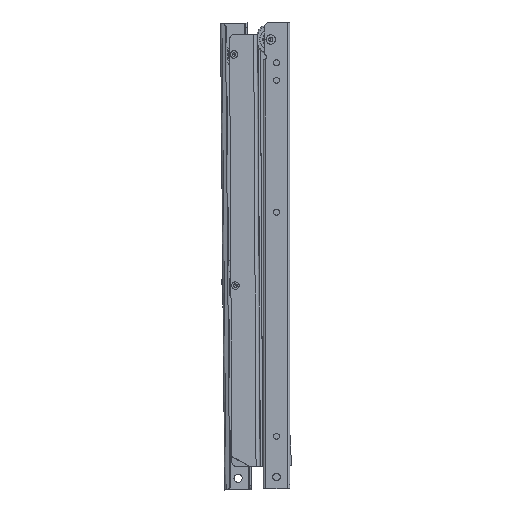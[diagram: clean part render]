
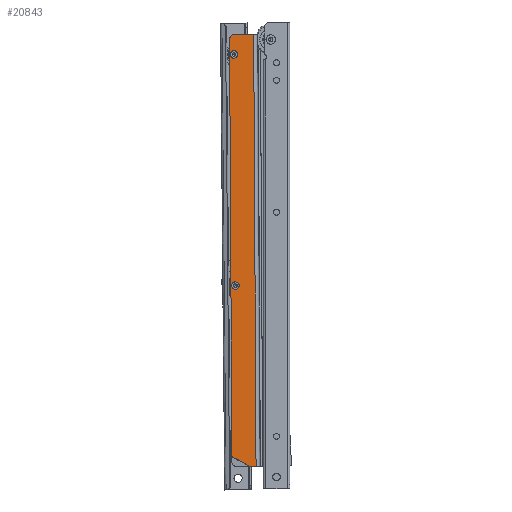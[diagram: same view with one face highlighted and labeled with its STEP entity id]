
A CAD part, left-side view. The second image highlights one B-rep face of the part: STEP entity #20843.
In plain terms, the highlighted planar face has unit normal (-1, 0, 0).
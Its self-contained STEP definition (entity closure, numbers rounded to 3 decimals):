
#1222 = AXIS2_PLACEMENT_3D ( 'NONE', #32984, #28132, #49449 ) ;
#1259 = CARTESIAN_POINT ( 'NONE',  ( -7.5, 21.9, -4. ) ) ;
#2298 = CARTESIAN_POINT ( 'NONE',  ( -7.5, 18.1, -211.8 ) ) ;
#3087 = PLANE ( 'NONE',  #13485 ) ;
#3096 = DIRECTION ( 'NONE',  ( 1., 0., 0. ) ) ;
#3166 = EDGE_CURVE ( 'NONE', #64597, #22114, #65803, .T. ) ;
#3493 = DIRECTION ( 'NONE',  ( 0., 0.866, 0.5 ) ) ;
#4086 = CARTESIAN_POINT ( 'NONE',  ( -7.5, 18.1, -17. ) ) ;
#9404 = CIRCLE ( 'NONE', #19591, 3.2 ) ;
#10100 = ORIENTED_EDGE ( 'NONE', *, *, #35885, .T. ) ;
#10722 = DIRECTION ( 'NONE',  ( 0., 0., 1. ) ) ;
#11331 = DIRECTION ( 'NONE',  ( 0., -1., 0. ) ) ;
#13485 = AXIS2_PLACEMENT_3D ( 'NONE', #20293, #61201, #34948 ) ;
#13548 = VERTEX_POINT ( 'NONE', #2298 ) ;
#13592 = VECTOR ( 'NONE', #11331, 1000. ) ;
#16175 = CARTESIAN_POINT ( 'NONE',  ( -7.5, 17.9, 0. ) ) ;
#16682 = VECTOR ( 'NONE', #3493, 1000. ) ;
#17904 = DIRECTION ( 'NONE',  ( 0., -1., 0. ) ) ;
#18503 = DIRECTION ( 'NONE',  ( 1., 0., 0. ) ) ;
#18836 = DIRECTION ( 'NONE',  ( 0., -1., 0. ) ) ;
#18853 = CARTESIAN_POINT ( 'NONE',  ( -7.5, 21.9, -370. ) ) ;
#18920 = FACE_OUTER_BOUND ( 'NONE', #36393, .T. ) ;
#19591 = AXIS2_PLACEMENT_3D ( 'NONE', #29655, #18503, #55508 ) ;
#19814 = ORIENTED_EDGE ( 'NONE', *, *, #21236, .T. ) ;
#20128 = VERTEX_POINT ( 'NONE', #64490 ) ;
#20235 = ORIENTED_EDGE ( 'NONE', *, *, #49569, .F. ) ;
#20293 = CARTESIAN_POINT ( 'NONE',  ( -7.5, 21.9, -370. ) ) ;
#20843 = ADVANCED_FACE ( 'NONE', ( #36003, #55930, #18920 ), #3087, .T. ) ;
#21236 = EDGE_CURVE ( 'NONE', #33897, #13548, #69269, .T. ) ;
#22114 = VERTEX_POINT ( 'NONE', #23889 ) ;
#23269 = EDGE_CURVE ( 'NONE', #20128, #61274, #27828, .T. ) ;
#23889 = CARTESIAN_POINT ( 'NONE',  ( -7.5, 1.225, 0. ) ) ;
#25431 = CARTESIAN_POINT ( 'NONE',  ( -7.5, 18.1, -218.2 ) ) ;
#25483 = DIRECTION ( 'NONE',  ( 1., 0., 0. ) ) ;
#27828 = LINE ( 'NONE', #54371, #13592 ) ;
#28132 = DIRECTION ( 'NONE',  ( -1., 0., 0. ) ) ;
#28514 = VECTOR ( 'NONE', #61837, 1000. ) ;
#29053 = CARTESIAN_POINT ( 'NONE',  ( -7.5, 18.1, -215. ) ) ;
#29323 = VERTEX_POINT ( 'NONE', #1259 ) ;
#29418 = VECTOR ( 'NONE', #10722, 1000. ) ;
#29655 = CARTESIAN_POINT ( 'NONE',  ( -7.5, 18.1, -17. ) ) ;
#32635 = CARTESIAN_POINT ( 'NONE',  ( -7.5, 18.1, -20.2 ) ) ;
#32984 = CARTESIAN_POINT ( 'NONE',  ( -7.5, 17.9, -4. ) ) ;
#33897 = VERTEX_POINT ( 'NONE', #25431 ) ;
#34498 = ORIENTED_EDGE ( 'NONE', *, *, #23269, .T. ) ;
#34948 = DIRECTION ( 'NONE',  ( 0., -1., 0. ) ) ;
#35885 = EDGE_CURVE ( 'NONE', #67049, #54782, #66995, .T. ) ;
#36003 = FACE_BOUND ( 'NONE', #39640, .T. ) ;
#36141 = ORIENTED_EDGE ( 'NONE', *, *, #39842, .T. ) ;
#36313 = LINE ( 'NONE', #59048, #29418 ) ;
#36393 = EDGE_LOOP ( 'NONE', ( #20235, #34498, #36141, #61145, #68108, #38090 ) ) ;
#38090 = ORIENTED_EDGE ( 'NONE', *, *, #42063, .F. ) ;
#38273 = CARTESIAN_POINT ( 'NONE',  ( -7.5, 21.9, -361.272 ) ) ;
#38520 = CARTESIAN_POINT ( 'NONE',  ( -7.5, 1.225, -370. ) ) ;
#39008 = AXIS2_PLACEMENT_3D ( 'NONE', #4086, #25483, #68876 ) ;
#39640 = EDGE_LOOP ( 'NONE', ( #42707, #19814 ) ) ;
#39842 = EDGE_CURVE ( 'NONE', #61274, #22114, #36313, .T. ) ;
#41303 = VERTEX_POINT ( 'NONE', #38273 ) ;
#42051 = EDGE_CURVE ( 'NONE', #54782, #67049, #9404, .T. ) ;
#42063 = EDGE_CURVE ( 'NONE', #41303, #29323, #51298, .T. ) ;
#42589 = CIRCLE ( 'NONE', #1222, 4. ) ;
#42707 = ORIENTED_EDGE ( 'NONE', *, *, #53242, .T. ) ;
#45105 = DIRECTION ( 'NONE',  ( 0., -1., 0. ) ) ;
#45365 = CARTESIAN_POINT ( 'NONE',  ( -7.5, 18.1, -215. ) ) ;
#46723 = EDGE_LOOP ( 'NONE', ( #63856, #10100 ) ) ;
#46882 = AXIS2_PLACEMENT_3D ( 'NONE', #45365, #66741, #18836 ) ;
#48419 = CARTESIAN_POINT ( 'NONE',  ( -7.5, 21.9, 0. ) ) ;
#49449 = DIRECTION ( 'NONE',  ( 0., -1., 0. ) ) ;
#49569 = EDGE_CURVE ( 'NONE', #20128, #41303, #67576, .T. ) ;
#50809 = AXIS2_PLACEMENT_3D ( 'NONE', #29053, #3096, #45105 ) ;
#51298 = LINE ( 'NONE', #18853, #28514 ) ;
#51424 = CARTESIAN_POINT ( 'NONE',  ( -7.5, 18.121, -363.454 ) ) ;
#53242 = EDGE_CURVE ( 'NONE', #13548, #33897, #60850, .T. ) ;
#54371 = CARTESIAN_POINT ( 'NONE',  ( -7.5, 21.9, -370. ) ) ;
#54782 = VERTEX_POINT ( 'NONE', #62809 ) ;
#55508 = DIRECTION ( 'NONE',  ( 0., -1., 0. ) ) ;
#55930 = FACE_BOUND ( 'NONE', #46723, .T. ) ;
#59048 = CARTESIAN_POINT ( 'NONE',  ( -7.5, 1.225, -370. ) ) ;
#60850 = CIRCLE ( 'NONE', #50809, 3.2 ) ;
#61145 = ORIENTED_EDGE ( 'NONE', *, *, #3166, .F. ) ;
#61201 = DIRECTION ( 'NONE',  ( -1., 0., 0. ) ) ;
#61274 = VERTEX_POINT ( 'NONE', #38520 ) ;
#61837 = DIRECTION ( 'NONE',  ( 0., 0., 1. ) ) ;
#62809 = CARTESIAN_POINT ( 'NONE',  ( -7.5, 18.1, -13.8 ) ) ;
#63022 = EDGE_CURVE ( 'NONE', #64597, #29323, #42589, .T. ) ;
#63856 = ORIENTED_EDGE ( 'NONE', *, *, #42051, .T. ) ;
#64490 = CARTESIAN_POINT ( 'NONE',  ( -7.5, 6.783, -370. ) ) ;
#64597 = VERTEX_POINT ( 'NONE', #16175 ) ;
#65803 = LINE ( 'NONE', #48419, #69241 ) ;
#66741 = DIRECTION ( 'NONE',  ( 1., 0., 0. ) ) ;
#66995 = CIRCLE ( 'NONE', #39008, 3.2 ) ;
#67049 = VERTEX_POINT ( 'NONE', #32635 ) ;
#67576 = LINE ( 'NONE', #51424, #16682 ) ;
#68108 = ORIENTED_EDGE ( 'NONE', *, *, #63022, .T. ) ;
#68876 = DIRECTION ( 'NONE',  ( 0., -1., 0. ) ) ;
#69241 = VECTOR ( 'NONE', #17904, 1000. ) ;
#69269 = CIRCLE ( 'NONE', #46882, 3.2 ) ;
